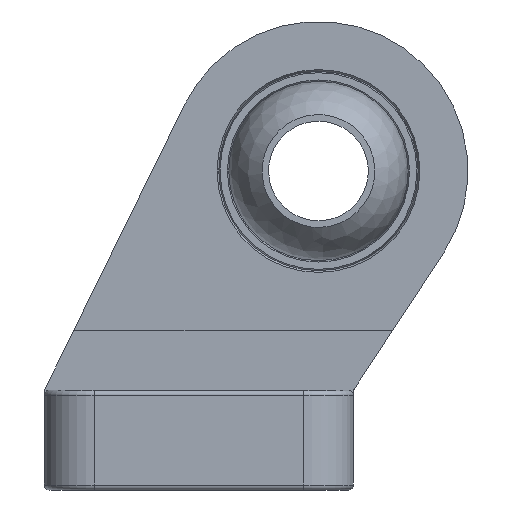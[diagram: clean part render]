
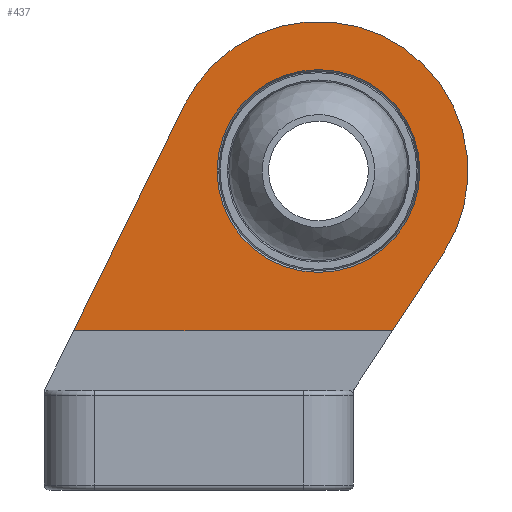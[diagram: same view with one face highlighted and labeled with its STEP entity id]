
A CAD part, left-side view. The second image highlights one B-rep face of the part: STEP entity #437.
In plain terms, the highlighted planar face has unit normal (-1, 0, 0).
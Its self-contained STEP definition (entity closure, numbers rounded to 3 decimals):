
#370=CARTESIAN_POINT('',(-5.25,-12.,21.827));
#371=VERTEX_POINT('',#370);
#372=CARTESIAN_POINT('',(-5.25,-12.,32.0));
#373=DIRECTION('',(-1.0,0.0,0.0));
#374=DIRECTION('',(0.0,0.0,1.0));
#375=AXIS2_PLACEMENT_3D('',#372,#373,#374);
#376=CIRCLE('',#375,10.173);
#377=EDGE_CURVE('',#371,#371,#376,.T.);
#394=CARTESIAN_POINT('',(-5.25,-5.703,20.685));
#395=DIRECTION('',(1.0,0.0,0.0));
#396=DIRECTION('',(0.0,0.0,-1.0));
#397=AXIS2_PLACEMENT_3D('',#394,#395,#396);
#398=PLANE('',#397);
#399=CARTESIAN_POINT('',(-5.25,12.557,16.0));
#400=VERTEX_POINT('',#399);
#401=CARTESIAN_POINT('',(-5.25,-19.439,16.0));
#402=VERTEX_POINT('',#401);
#403=CARTESIAN_POINT('',(-5.25,12.557,16.0));
#404=DIRECTION('',(0.0,-1.0,0.0));
#405=VECTOR('',#404,31.996);
#406=LINE('',#403,#405);
#407=EDGE_CURVE('',#400,#402,#406,.T.);
#408=ORIENTED_EDGE('',*,*,#407,.T.);
#409=CARTESIAN_POINT('',(-5.25,-24.539,23.768));
#410=VERTEX_POINT('',#409);
#411=CARTESIAN_POINT('',(-5.25,-24.539,23.768));
#412=DIRECTION('',(0.0,0.549,-0.836));
#413=VECTOR('',#412,9.292);
#414=LINE('',#411,#413);
#415=EDGE_CURVE('',#410,#402,#414,.T.);
#416=ORIENTED_EDGE('',*,*,#415,.F.);
#417=CARTESIAN_POINT('',(-5.25,1.467,38.606));
#418=VERTEX_POINT('',#417);
#419=CARTESIAN_POINT('',(-5.25,-12.,32.0));
#420=DIRECTION('',(1.0,0.0,0.0));
#421=DIRECTION('',(0.0,0.898,0.44));
#422=AXIS2_PLACEMENT_3D('',#419,#420,#421);
#423=CIRCLE('',#422,15.0);
#424=EDGE_CURVE('',#418,#410,#423,.T.);
#425=ORIENTED_EDGE('',*,*,#424,.F.);
#426=CARTESIAN_POINT('',(-5.25,12.557,16.0));
#427=DIRECTION('',(0.0,-0.44,0.898));
#428=VECTOR('',#427,25.18);
#429=LINE('',#426,#428);
#430=EDGE_CURVE('',#400,#418,#429,.T.);
#431=ORIENTED_EDGE('',*,*,#430,.F.);
#432=EDGE_LOOP('',(#408,#416,#425,#431));
#433=FACE_OUTER_BOUND('',#432,.T.);
#434=ORIENTED_EDGE('',*,*,#377,.F.);
#435=EDGE_LOOP('',(#434));
#436=FACE_BOUND('',#435,.T.);
#437=ADVANCED_FACE('',(#433,#436),#398,.F.);
